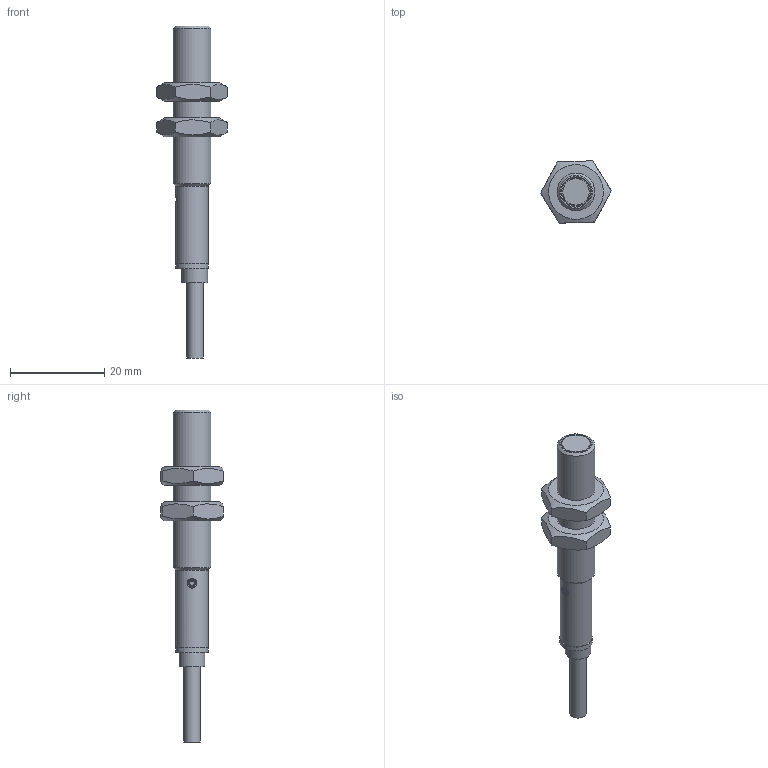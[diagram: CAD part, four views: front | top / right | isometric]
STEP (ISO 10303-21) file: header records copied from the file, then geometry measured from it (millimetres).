
FILE_DESCRIPTION(/* description */ (''),/* implementation_level */ '2;1');
FILE_NAME(/* name */ 'KDCT 08 V02 G3-3.stp',/* time_stamp */ '2015-07-20T15:24:08+02:00',/* author */ ('lck'),/* organization */ (''),/* preprocessor_version */ 'ST-DEVELOPER v15.6',/* originating_system */ 'Autodesk Inventor 2015',/* authorisation */ '');
FILE_SCHEMA (('AUTOMOTIVE_DESIGN { 1 0 10303 214 3 1 1 }'));
Length unit declared in the file: millimetre
Products named in the file (1): KDCT 08 V02 G3-3
Bounding box: 15 x 13.25 x 70.5 mm (x, y, z)
Volume: 3271.9 mm3; surface area: 2164 mm2
Topology: 1 solids, 2 shells, 52 faces, 108 edges, 73 vertices
Faces by surface type: plane 27, cylinder 16, cone 9
Full cylindrical faces by diameter (mm): 1 x1, 1.5 x1, 2 x1, 3.5 x1, 5.45 x1, 5.6 x1, 6.05 x1, 6.1 x1, 6.8 x1, 7 x1, 8 x3
Entity records: 1421 total; most frequent: CARTESIAN_POINT 431, DIRECTION 178, ORIENTED_EDGE 144, EDGE_LOOP 88, AXIS2_PLACEMENT_3D 83, EDGE_CURVE 72, VERTEX_POINT 60, FACE_OUTER_BOUND 52
